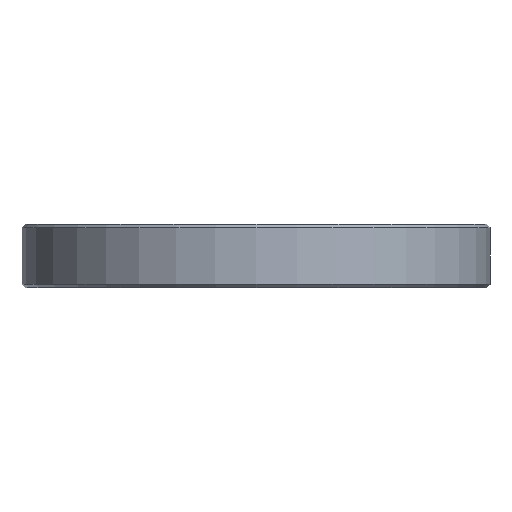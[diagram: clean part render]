
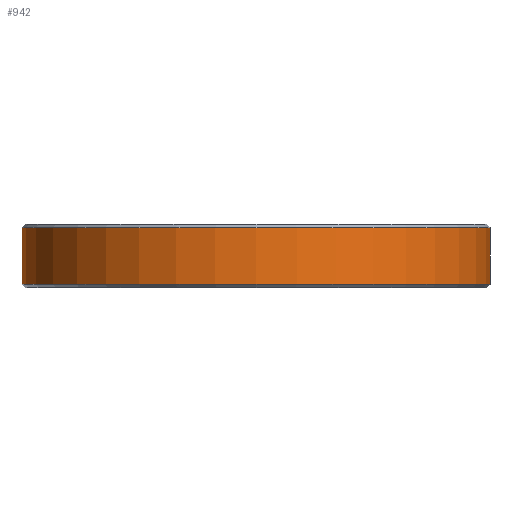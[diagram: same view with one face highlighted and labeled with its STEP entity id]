
A CAD part, front view. The second image highlights one B-rep face of the part: STEP entity #942.
In plain terms, the highlighted cylindrical face has radius 26 mm (diameter 52 mm), a partial arc.
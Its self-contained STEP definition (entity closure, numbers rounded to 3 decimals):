
#39 = CYLINDRICAL_SURFACE ( 'NONE', #536, 26. ) ;
#48 = DIRECTION ( 'NONE',  ( 0., 0., 1. ) ) ;
#142 = EDGE_CURVE ( 'NONE', #1860, #842, #1639, .T. ) ;
#199 = CARTESIAN_POINT ( 'NONE',  ( -26., 0., 3.15 ) ) ;
#259 = DIRECTION ( 'NONE',  ( 1., 0., 0. ) ) ;
#327 = CIRCLE ( 'NONE', #2335, 26. ) ;
#356 = VECTOR ( 'NONE', #948, 1000. ) ;
#387 = ORIENTED_EDGE ( 'NONE', *, *, #142, .F. ) ;
#497 = DIRECTION ( 'NONE',  ( 1., 0., 0. ) ) ;
#531 = ORIENTED_EDGE ( 'NONE', *, *, #2131, .T. ) ;
#536 = AXIS2_PLACEMENT_3D ( 'NONE', #653, #2113, #1303 ) ;
#564 = VECTOR ( 'NONE', #1885, 1000. ) ;
#653 = CARTESIAN_POINT ( 'NONE',  ( 0., 0., 3.5 ) ) ;
#687 = CIRCLE ( 'NONE', #2234, 26. ) ;
#842 = VERTEX_POINT ( 'NONE', #199 ) ;
#868 = ORIENTED_EDGE ( 'NONE', *, *, #2401, .F. ) ;
#918 = CARTESIAN_POINT ( 'NONE',  ( 0., 0., 3.15 ) ) ;
#942 = ADVANCED_FACE ( 'NONE', ( #2041 ), #39, .T. ) ;
#948 = DIRECTION ( 'NONE',  ( 0., 0., 1. ) ) ;
#1061 = VERTEX_POINT ( 'NONE', #2356 ) ;
#1230 = VERTEX_POINT ( 'NONE', #2583 ) ;
#1303 = DIRECTION ( 'NONE',  ( 1., 0., 0. ) ) ;
#1337 = DIRECTION ( 'NONE',  ( 0., 0., 1. ) ) ;
#1639 = LINE ( 'NONE', #2443, #356 ) ;
#1753 = CARTESIAN_POINT ( 'NONE',  ( 0., 0., -3.15 ) ) ;
#1840 = ORIENTED_EDGE ( 'NONE', *, *, #2494, .T. ) ;
#1860 = VERTEX_POINT ( 'NONE', #2567 ) ;
#1885 = DIRECTION ( 'NONE',  ( 0., 0., 1. ) ) ;
#2041 = FACE_OUTER_BOUND ( 'NONE', #2052, .T. ) ;
#2052 = EDGE_LOOP ( 'NONE', ( #387, #1840, #531, #868 ) ) ;
#2113 = DIRECTION ( 'NONE',  ( 0., 0., 1. ) ) ;
#2118 = CARTESIAN_POINT ( 'NONE',  ( 26., 0., 3.5 ) ) ;
#2131 = EDGE_CURVE ( 'NONE', #1061, #1230, #2509, .T. ) ;
#2234 = AXIS2_PLACEMENT_3D ( 'NONE', #918, #48, #259 ) ;
#2335 = AXIS2_PLACEMENT_3D ( 'NONE', #1753, #1337, #497 ) ;
#2356 = CARTESIAN_POINT ( 'NONE',  ( 26., 0., -3.15 ) ) ;
#2401 = EDGE_CURVE ( 'NONE', #842, #1230, #687, .T. ) ;
#2443 = CARTESIAN_POINT ( 'NONE',  ( -26., 0., 3.5 ) ) ;
#2494 = EDGE_CURVE ( 'NONE', #1860, #1061, #327, .T. ) ;
#2509 = LINE ( 'NONE', #2118, #564 ) ;
#2567 = CARTESIAN_POINT ( 'NONE',  ( -26., 0., -3.15 ) ) ;
#2583 = CARTESIAN_POINT ( 'NONE',  ( 26., 0., 3.15 ) ) ;
